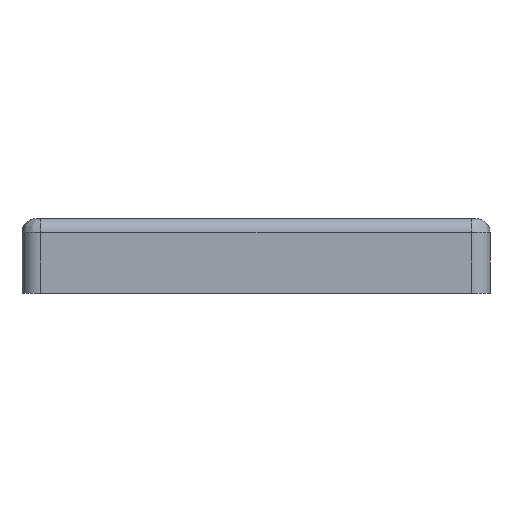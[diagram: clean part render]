
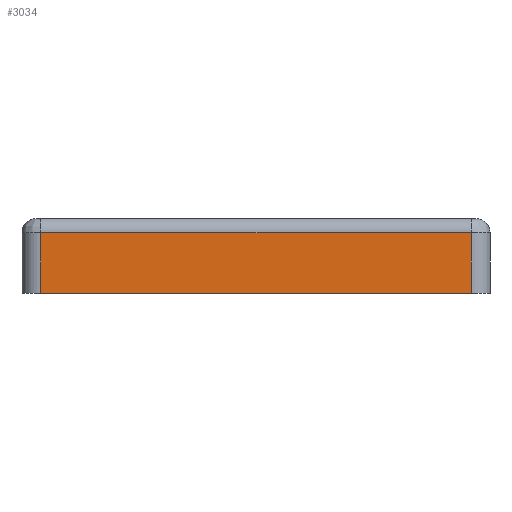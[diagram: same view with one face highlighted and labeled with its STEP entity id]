
A CAD part, front view. The second image highlights one B-rep face of the part: STEP entity #3034.
In plain terms, the highlighted planar face has unit normal (0, -1, 0).
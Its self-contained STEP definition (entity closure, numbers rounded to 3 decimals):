
#38=PLANE('',#3341);
#202=LINE('',#6199,#341);
#206=LINE('',#6247,#345);
#207=LINE('',#6249,#346);
#208=LINE('',#6250,#347);
#341=VECTOR('',#3926,92.);
#345=VECTOR('',#3972,13.);
#346=VECTOR('',#3973,92.);
#347=VECTOR('',#3974,13.);
#498=FACE_OUTER_BOUND('',#690,.T.);
#690=EDGE_LOOP('',(#2110,#2111,#2112,#2113));
#1294=VERTEX_POINT('',#6195);
#1295=VERTEX_POINT('',#6197);
#1302=VERTEX_POINT('',#6246);
#1303=VERTEX_POINT('',#6248);
#1591=EDGE_CURVE('',#1295,#1294,#202,.T.);
#1607=EDGE_CURVE('',#1302,#1295,#206,.T.);
#1608=EDGE_CURVE('',#1303,#1302,#207,.T.);
#1609=EDGE_CURVE('',#1294,#1303,#208,.T.);
#2110=ORIENTED_EDGE('',*,*,#1591,.F.);
#2111=ORIENTED_EDGE('',*,*,#1607,.F.);
#2112=ORIENTED_EDGE('',*,*,#1608,.F.);
#2113=ORIENTED_EDGE('',*,*,#1609,.F.);
#3034=ADVANCED_FACE('',(#498),#38,.F.);
#3341=AXIS2_PLACEMENT_3D('',#6245,#3970,#3971);
#3926=DIRECTION('',(1.,0.,0.));
#3970=DIRECTION('center_axis',(0.,1.,0.));
#3971=DIRECTION('ref_axis',(1.,0.,0.));
#3972=DIRECTION('',(0.,0.,1.));
#3973=DIRECTION('',(-1.,0.,0.));
#3974=DIRECTION('',(0.,0.,-1.));
#6195=CARTESIAN_POINT('',(46.,-50.,13.));
#6197=CARTESIAN_POINT('',(-46.,-50.,13.));
#6199=CARTESIAN_POINT('',(-50.,-50.,13.));
#6245=CARTESIAN_POINT('Origin',(-50.,-50.,16.));
#6246=CARTESIAN_POINT('',(-46.,-50.,0.));
#6247=CARTESIAN_POINT('',(-46.,-50.,16.));
#6248=CARTESIAN_POINT('',(46.,-50.,0.));
#6249=CARTESIAN_POINT('',(-50.,-50.,0.));
#6250=CARTESIAN_POINT('',(46.,-50.,16.));
